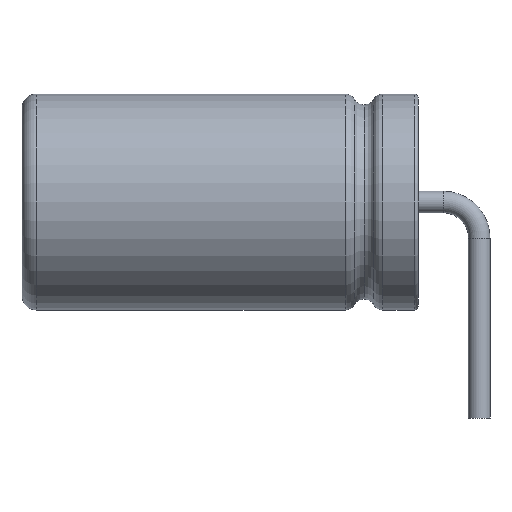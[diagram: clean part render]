
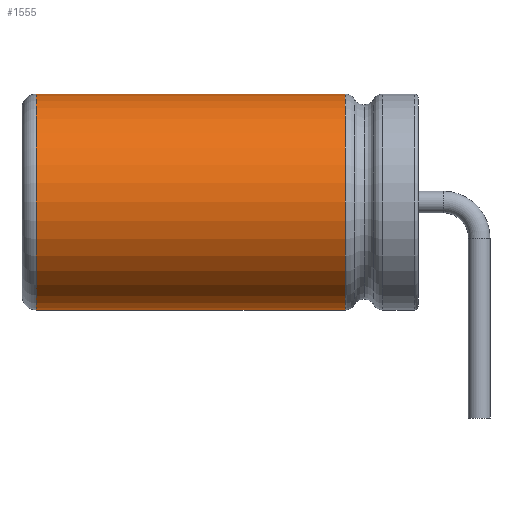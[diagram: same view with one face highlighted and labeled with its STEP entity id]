
A CAD part, left-side view. The second image highlights one B-rep face of the part: STEP entity #1555.
In plain terms, the highlighted cylindrical face has radius 3 mm (diameter 6 mm), a partial arc.
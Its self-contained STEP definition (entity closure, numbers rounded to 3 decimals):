
#39 = DIRECTION ( 'NONE',  ( 0., 0., 1. ) ) ;
#78 = VERTEX_POINT ( 'NONE', #270 ) ;
#192 = CIRCLE ( 'NONE', #1247, 3. ) ;
#270 = CARTESIAN_POINT ( 'NONE',  ( 0., 10.6, 3. ) ) ;
#271 = EDGE_LOOP ( 'NONE', ( #1471, #646, #1077, #1339 ) ) ;
#334 = CARTESIAN_POINT ( 'NONE',  ( 0., 10.6, -3. ) ) ;
#336 = DIRECTION ( 'NONE',  ( 0., -1., 0. ) ) ;
#353 = DIRECTION ( 'NONE',  ( 0., -1., 0. ) ) ;
#508 = EDGE_CURVE ( 'NONE', #78, #1074, #701, .T. ) ;
#601 = CARTESIAN_POINT ( 'NONE',  ( 0., 10.6, 0. ) ) ;
#609 = CYLINDRICAL_SURFACE ( 'NONE', #1217, 3. ) ;
#646 = ORIENTED_EDGE ( 'NONE', *, *, #896, .T. ) ;
#687 = DIRECTION ( 'NONE',  ( 0., 0., 1. ) ) ;
#701 = LINE ( 'NONE', #1445, #1140 ) ;
#708 = DIRECTION ( 'NONE',  ( 0., 1., 0. ) ) ;
#768 = CIRCLE ( 'NONE', #1450, 3. ) ;
#782 = DIRECTION ( 'NONE',  ( 0., 0., -1. ) ) ;
#896 = EDGE_CURVE ( 'NONE', #78, #1559, #768, .T. ) ;
#898 = LINE ( 'NONE', #1748, #1634 ) ;
#1013 = VERTEX_POINT ( 'NONE', #1619 ) ;
#1019 = DIRECTION ( 'NONE',  ( 0., -1., 0. ) ) ;
#1074 = VERTEX_POINT ( 'NONE', #1726 ) ;
#1077 = ORIENTED_EDGE ( 'NONE', *, *, #1082, .T. ) ;
#1082 = EDGE_CURVE ( 'NONE', #1559, #1013, #898, .T. ) ;
#1140 = VECTOR ( 'NONE', #1019, 1000. ) ;
#1162 = DIRECTION ( 'NONE',  ( 0., -1., 0. ) ) ;
#1217 = AXIS2_PLACEMENT_3D ( 'NONE', #1623, #353, #782 ) ;
#1247 = AXIS2_PLACEMENT_3D ( 'NONE', #1807, #708, #687 ) ;
#1339 = ORIENTED_EDGE ( 'NONE', *, *, #1796, .T. ) ;
#1445 = CARTESIAN_POINT ( 'NONE',  ( 0., 11., 3. ) ) ;
#1450 = AXIS2_PLACEMENT_3D ( 'NONE', #601, #1162, #39 ) ;
#1471 = ORIENTED_EDGE ( 'NONE', *, *, #508, .F. ) ;
#1555 = ADVANCED_FACE ( 'NONE', ( #1744 ), #609, .T. ) ;
#1559 = VERTEX_POINT ( 'NONE', #334 ) ;
#1619 = CARTESIAN_POINT ( 'NONE',  ( 0., 2.02, -3. ) ) ;
#1623 = CARTESIAN_POINT ( 'NONE',  ( 0., 11., 0. ) ) ;
#1634 = VECTOR ( 'NONE', #336, 1000. ) ;
#1726 = CARTESIAN_POINT ( 'NONE',  ( 0., 2.02, 3. ) ) ;
#1744 = FACE_OUTER_BOUND ( 'NONE', #271, .T. ) ;
#1748 = CARTESIAN_POINT ( 'NONE',  ( 0., 11., -3. ) ) ;
#1796 = EDGE_CURVE ( 'NONE', #1013, #1074, #192, .T. ) ;
#1807 = CARTESIAN_POINT ( 'NONE',  ( 0., 2.02, 0. ) ) ;
